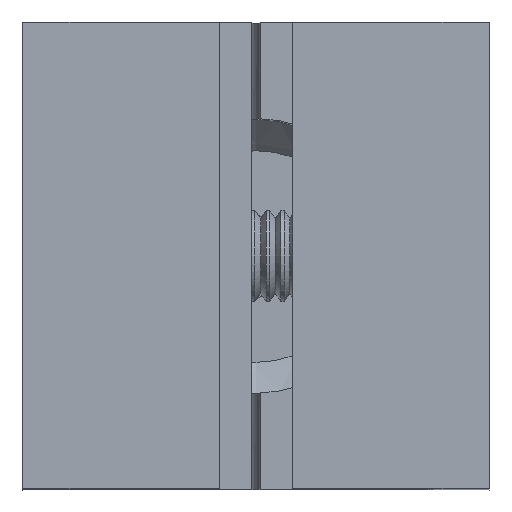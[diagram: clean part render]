
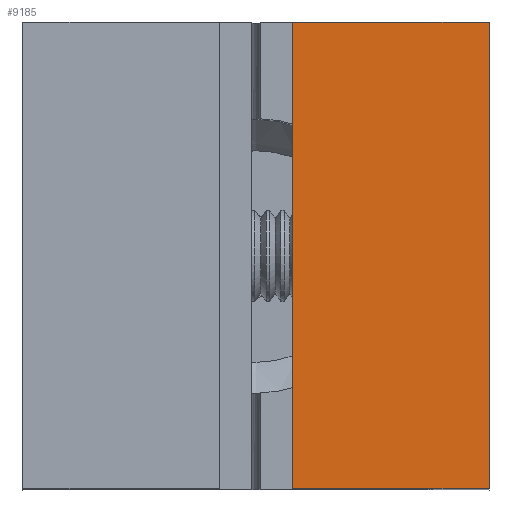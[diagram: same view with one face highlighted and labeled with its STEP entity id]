
A CAD part, top view. The second image highlights one B-rep face of the part: STEP entity #9185.
In plain terms, the highlighted planar face has unit normal (0, 0, 1).
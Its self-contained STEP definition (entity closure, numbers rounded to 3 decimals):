
#46 = EDGE_LOOP ( 'NONE', ( #18421, #6956, #4830, #1473 ) ) ;
#214 = VERTEX_POINT ( 'NONE', #3931 ) ;
#825 = VERTEX_POINT ( 'NONE', #3519 ) ;
#1473 = ORIENTED_EDGE ( 'NONE', *, *, #14179, .T. ) ;
#2962 = DIRECTION ( 'NONE',  ( -1., 0., 0. ) ) ;
#3519 = CARTESIAN_POINT ( 'NONE',  ( 12.75, 12.75, 50. ) ) ;
#3931 = CARTESIAN_POINT ( 'NONE',  ( 2., 12.75, 50. ) ) ;
#4198 = VECTOR ( 'NONE', #9307, 1000. ) ;
#4708 = EDGE_CURVE ( 'NONE', #8641, #22622, #9138, .T. ) ;
#4830 = ORIENTED_EDGE ( 'NONE', *, *, #16723, .T. ) ;
#6124 = CARTESIAN_POINT ( 'NONE',  ( 2., -12.75, 50. ) ) ;
#6737 = CARTESIAN_POINT ( 'NONE',  ( 0., 0., 50. ) ) ;
#6956 = ORIENTED_EDGE ( 'NONE', *, *, #4708, .T. ) ;
#7325 = DIRECTION ( 'NONE',  ( 1., 0., 0. ) ) ;
#7870 = LINE ( 'NONE', #16137, #4198 ) ;
#8309 = DIRECTION ( 'NONE',  ( 0., 1., 0. ) ) ;
#8598 = DIRECTION ( 'NONE',  ( 0., 0., 1. ) ) ;
#8641 = VERTEX_POINT ( 'NONE', #10015 ) ;
#9138 = LINE ( 'NONE', #19061, #15674 ) ;
#9185 = ADVANCED_FACE ( 'NONE', ( #10296 ), #23122, .T. ) ;
#9307 = DIRECTION ( 'NONE',  ( 0., 1., 0. ) ) ;
#9506 = AXIS2_PLACEMENT_3D ( 'NONE', #6737, #8598, #7325 ) ;
#10015 = CARTESIAN_POINT ( 'NONE',  ( 2., -12.75, 50. ) ) ;
#10296 = FACE_OUTER_BOUND ( 'NONE', #46, .T. ) ;
#11785 = CARTESIAN_POINT ( 'NONE',  ( 12.75, -12.75, 50. ) ) ;
#12442 = VECTOR ( 'NONE', #2962, 1000. ) ;
#12472 = LINE ( 'NONE', #6124, #15618 ) ;
#14179 = EDGE_CURVE ( 'NONE', #825, #214, #15857, .T. ) ;
#15618 = VECTOR ( 'NONE', #8309, 1000. ) ;
#15674 = VECTOR ( 'NONE', #17014, 1000. ) ;
#15857 = LINE ( 'NONE', #23088, #12442 ) ;
#16137 = CARTESIAN_POINT ( 'NONE',  ( 12.75, 12.75, 50. ) ) ;
#16723 = EDGE_CURVE ( 'NONE', #22622, #825, #7870, .T. ) ;
#17014 = DIRECTION ( 'NONE',  ( 1., 0., 0. ) ) ;
#18421 = ORIENTED_EDGE ( 'NONE', *, *, #19601, .F. ) ;
#19061 = CARTESIAN_POINT ( 'NONE',  ( -12.75, -12.75, 50. ) ) ;
#19601 = EDGE_CURVE ( 'NONE', #8641, #214, #12472, .T. ) ;
#22622 = VERTEX_POINT ( 'NONE', #11785 ) ;
#23088 = CARTESIAN_POINT ( 'NONE',  ( -12.75, 12.75, 50. ) ) ;
#23122 = PLANE ( 'NONE',  #9506 ) ;
